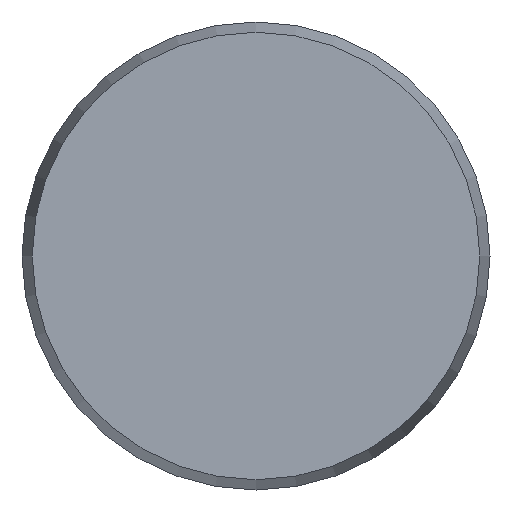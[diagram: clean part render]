
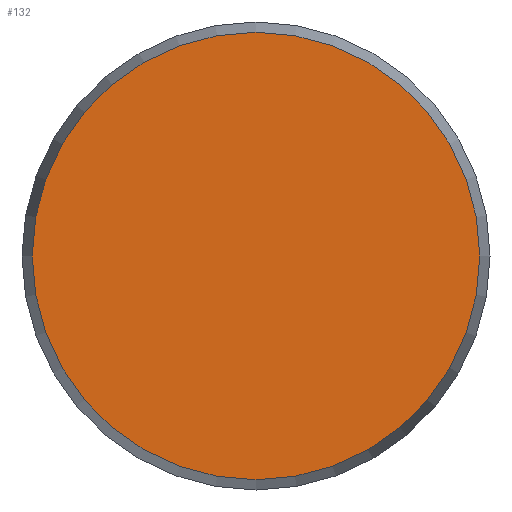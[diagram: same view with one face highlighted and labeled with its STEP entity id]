
A CAD part, front view. The second image highlights one B-rep face of the part: STEP entity #132.
In plain terms, the highlighted planar face has unit normal (0, -1, 0).
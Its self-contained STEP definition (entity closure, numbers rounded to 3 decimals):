
#132 = ADVANCED_FACE( '', ( #277 ), #278, .F. );
#277 = FACE_OUTER_BOUND( '', #452, .T. );
#278 = PLANE( '', #453 );
#452 = EDGE_LOOP( '', ( #729 ) );
#453 = AXIS2_PLACEMENT_3D( '', #730, #731, #732 );
#729 = ORIENTED_EDGE( '', *, *, #828, .T. );
#730 = CARTESIAN_POINT( '', ( 38.25, 0., 0. ) );
#731 = DIRECTION( '', ( 0., 1., 0. ) );
#732 = DIRECTION( '', ( 0., 0., 1. ) );
#828 = EDGE_CURVE( '', #975, #975, #976, .T. );
#975 = VERTEX_POINT( '', #1232 );
#976 = CIRCLE( '', #1233, 38.25 );
#1232 = CARTESIAN_POINT( '', ( 0., 0., -38.25 ) );
#1233 = AXIS2_PLACEMENT_3D( '', #1427, #1428, #1429 );
#1427 = CARTESIAN_POINT( '', ( 0., 0., 0. ) );
#1428 = DIRECTION( '', ( 0., -1., 0. ) );
#1429 = DIRECTION( '', ( 0., 0., -1. ) );
